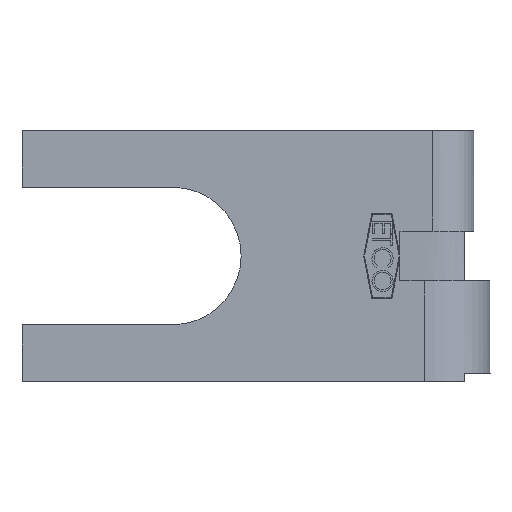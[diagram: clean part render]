
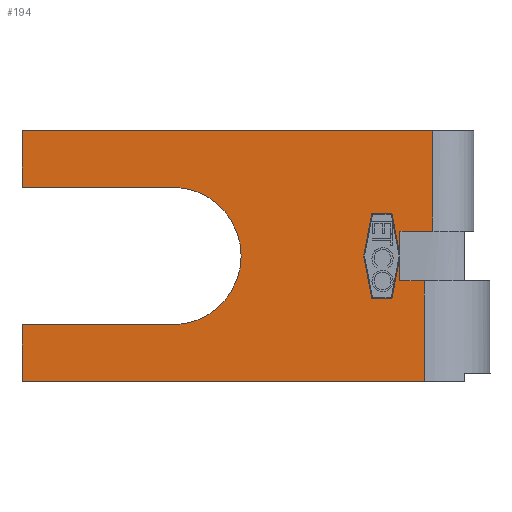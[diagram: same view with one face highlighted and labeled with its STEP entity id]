
A CAD part, front view. The second image highlights one B-rep face of the part: STEP entity #194.
In plain terms, the highlighted planar face has unit normal (0, -1, 0).
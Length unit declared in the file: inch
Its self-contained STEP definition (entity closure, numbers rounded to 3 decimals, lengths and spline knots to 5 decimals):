
#77 = EDGE_CURVE ( 'NONE', #3804, #758, #2694, .T. ) ;
#120 = CARTESIAN_POINT ( 'NONE',  ( 0.211, 0., 0.0525 ) ) ;
#194 = ADVANCED_FACE ( 'NONE', ( #1460 ), #3306, .T. ) ;
#203 = DIRECTION ( 'NONE',  ( 0., 0., 1. ) ) ;
#231 = CARTESIAN_POINT ( 'NONE',  ( -0.249, 0., 0.156 ) ) ;
#257 = LINE ( 'NONE', #2121, #1377 ) ;
#362 = VECTOR ( 'NONE', #2299, 39.37008 ) ;
#368 = VERTEX_POINT ( 'NONE', #1942 ) ;
#381 = EDGE_CURVE ( 'NONE', #916, #5549, #3778, .T. ) ;
#387 = DIRECTION ( 'NONE',  ( -0.187, 0., 0.982 ) ) ;
#395 = VERTEX_POINT ( 'NONE', #3356 ) ;
#424 = ORIENTED_EDGE ( 'NONE', *, *, #2466, .F. ) ;
#438 = CARTESIAN_POINT ( 'NONE',  ( 0.211, 0., 0.0525 ) ) ;
#439 = ORIENTED_EDGE ( 'NONE', *, *, #1918, .F. ) ;
#494 = CARTESIAN_POINT ( 'NONE',  ( 0.221, 0., -0.031 ) ) ;
#516 = VERTEX_POINT ( 'NONE', #1218 ) ;
#545 = CARTESIAN_POINT ( 'NONE',  ( 0.262, 0., 0.031 ) ) ;
#586 = VECTOR ( 'NONE', #5199, 39.37008 ) ;
#589 = VECTOR ( 'NONE', #1786, 39.37008 ) ;
#593 = B_SPLINE_CURVE_WITH_KNOTS ( 'NONE', 3,
 ( #948, #2801, #4672, #494 ),
 .UNSPECIFIED., .F., .F.,
 ( 4, 4 ),
 ( 0., 1. ),
 .UNSPECIFIED. ) ;
#622 = ORIENTED_EDGE ( 'NONE', *, *, #3861, .F. ) ;
#681 = EDGE_CURVE ( 'NONE', #3128, #2739, #2768, .T. ) ;
#758 = VERTEX_POINT ( 'NONE', #120 ) ;
#771 = VERTEX_POINT ( 'NONE', #1987 ) ;
#916 = VERTEX_POINT ( 'NONE', #1307 ) ;
#948 = CARTESIAN_POINT ( 'NONE',  ( 0.251, 0., -0.031 ) ) ;
#999 = DIRECTION ( 'NONE',  ( 0., -1., 0. ) ) ;
#1022 = CARTESIAN_POINT ( 'NONE',  ( -0.249, 0., 0.0855 ) ) ;
#1186 = ORIENTED_EDGE ( 'NONE', *, *, #3425, .F. ) ;
#1198 = EDGE_CURVE ( 'NONE', #771, #2969, #2037, .T. ) ;
#1218 = CARTESIAN_POINT ( 'NONE',  ( -0.249, 0., -0.156 ) ) ;
#1232 = EDGE_CURVE ( 'NONE', #516, #2969, #257, .T. ) ;
#1260 = VECTOR ( 'NONE', #1815, 39.37008 ) ;
#1266 = CARTESIAN_POINT ( 'NONE',  ( 0.186, 0., -0.0525 ) ) ;
#1281 = EDGE_CURVE ( 'NONE', #5549, #771, #5840, .T. ) ;
#1301 = DIRECTION ( 'NONE',  ( 0., 0., 1. ) ) ;
#1307 = CARTESIAN_POINT ( 'NONE',  ( -0.249, 0., 0.0855 ) ) ;
#1357 = ORIENTED_EDGE ( 'NONE', *, *, #2875, .F. ) ;
#1377 = VECTOR ( 'NONE', #3963, 39.37008 ) ;
#1433 = VERTEX_POINT ( 'NONE', #4218 ) ;
#1437 = DIRECTION ( 'NONE',  ( 0., 0., -1. ) ) ;
#1460 = FACE_OUTER_BOUND ( 'NONE', #4884, .T. ) ;
#1470 = DIRECTION ( 'NONE',  ( 1., 0., 0. ) ) ;
#1493 = LINE ( 'NONE', #3334, #586 ) ;
#1630 = VECTOR ( 'NONE', #2872, 39.37008 ) ;
#1682 = CARTESIAN_POINT ( 'NONE',  ( 0.221, 0., -0.156 ) ) ;
#1716 = ORIENTED_EDGE ( 'NONE', *, *, #1232, .F. ) ;
#1753 = ORIENTED_EDGE ( 'NONE', *, *, #681, .F. ) ;
#1786 = DIRECTION ( 'NONE',  ( 1., 0., 0. ) ) ;
#1814 = CARTESIAN_POINT ( 'NONE',  ( 0.211, 0., -0.0525 ) ) ;
#1815 = DIRECTION ( 'NONE',  ( 0., 0., -1. ) ) ;
#1870 = DIRECTION ( 'NONE',  ( -0.187, 0., -0.982 ) ) ;
#1913 = CARTESIAN_POINT ( 'NONE',  ( 0.221, 0., 0.031 ) ) ;
#1918 = EDGE_CURVE ( 'NONE', #2141, #2921, #4085, .T. ) ;
#1942 = CARTESIAN_POINT ( 'NONE',  ( 0.251, 0., -0.031 ) ) ;
#1987 = CARTESIAN_POINT ( 'NONE',  ( -0.062, 0., -0.0855 ) ) ;
#2029 = LINE ( 'NONE', #3865, #4962 ) ;
#2037 = LINE ( 'NONE', #3875, #2153 ) ;
#2068 = CARTESIAN_POINT ( 'NONE',  ( 0.251, 0., -0.156 ) ) ;
#2121 = CARTESIAN_POINT ( 'NONE',  ( -0.249, 0., -0.156 ) ) ;
#2141 = VERTEX_POINT ( 'NONE', #231 ) ;
#2153 = VECTOR ( 'NONE', #5751, 39.37008 ) ;
#2263 = CARTESIAN_POINT ( 'NONE',  ( 0.262, 0., 0.031 ) ) ;
#2299 = DIRECTION ( 'NONE',  ( -1., 0., 0. ) ) ;
#2302 = CARTESIAN_POINT ( 'NONE',  ( 0.176, 0., 0. ) ) ;
#2384 = ORIENTED_EDGE ( 'NONE', *, *, #3135, .F. ) ;
#2404 = DIRECTION ( 'NONE',  ( 0., 0., 1. ) ) ;
#2444 = AXIS2_PLACEMENT_3D ( 'NONE', #3601, #5472, #1301 ) ;
#2466 = EDGE_CURVE ( 'NONE', #2739, #1433, #1493, .T. ) ;
#2515 = LINE ( 'NONE', #4378, #3667 ) ;
#2562 = CARTESIAN_POINT ( 'NONE',  ( 0.262, 0., 0.156 ) ) ;
#2694 = LINE ( 'NONE', #4565, #4053 ) ;
#2739 = VERTEX_POINT ( 'NONE', #2302 ) ;
#2747 = CARTESIAN_POINT ( 'NONE',  ( -0.062, 0., 0.0855 ) ) ;
#2768 = LINE ( 'NONE', #6032, #4550 ) ;
#2801 = CARTESIAN_POINT ( 'NONE',  ( 0.241, 0., -0.031 ) ) ;
#2851 = DIRECTION ( 'NONE',  ( 0., 0., -1. ) ) ;
#2872 = DIRECTION ( 'NONE',  ( 1., 0., 0. ) ) ;
#2875 = EDGE_CURVE ( 'NONE', #4937, #516, #2029, .T. ) ;
#2921 = VERTEX_POINT ( 'NONE', #2562 ) ;
#2969 = VERTEX_POINT ( 'NONE', #3987 ) ;
#2998 = VECTOR ( 'NONE', #1437, 39.37008 ) ;
#3071 = ORIENTED_EDGE ( 'NONE', *, *, #4332, .F. ) ;
#3120 = DIRECTION ( 'NONE',  ( 1., 0., 0. ) ) ;
#3128 = VERTEX_POINT ( 'NONE', #4115 ) ;
#3135 = EDGE_CURVE ( 'NONE', #3884, #3804, #5978, .T. ) ;
#3292 = VECTOR ( 'NONE', #2404, 39.37008 ) ;
#3306 = PLANE ( 'NONE',  #3551 ) ;
#3314 = CARTESIAN_POINT ( 'NONE',  ( 0.211, 0., -0.0525 ) ) ;
#3320 = ORIENTED_EDGE ( 'NONE', *, *, #1198, .T. ) ;
#3334 = CARTESIAN_POINT ( 'NONE',  ( 0.176, 0., 0. ) ) ;
#3356 = CARTESIAN_POINT ( 'NONE',  ( 0.221, 0., -0.031 ) ) ;
#3425 = EDGE_CURVE ( 'NONE', #368, #4937, #4116, .T. ) ;
#3455 = ORIENTED_EDGE ( 'NONE', *, *, #77, .F. ) ;
#3514 = DIRECTION ( 'NONE',  ( 0., 0., -1. ) ) ;
#3551 = AXIS2_PLACEMENT_3D ( 'NONE', #5172, #999, #2851 ) ;
#3601 = CARTESIAN_POINT ( 'NONE',  ( -0.062, 0., 0. ) ) ;
#3650 = DIRECTION ( 'NONE',  ( 0.187, 0., 0.982 ) ) ;
#3667 = VECTOR ( 'NONE', #203, 39.37008 ) ;
#3672 = VECTOR ( 'NONE', #3120, 39.37008 ) ;
#3711 = ORIENTED_EDGE ( 'NONE', *, *, #5555, .F. ) ;
#3731 = LINE ( 'NONE', #5604, #2998 ) ;
#3759 = LINE ( 'NONE', #5636, #4861 ) ;
#3778 = LINE ( 'NONE', #1022, #1630 ) ;
#3804 = VERTEX_POINT ( 'NONE', #4167 ) ;
#3846 = ORIENTED_EDGE ( 'NONE', *, *, #6007, .F. ) ;
#3861 = EDGE_CURVE ( 'NONE', #5231, #3804, #3731, .T. ) ;
#3865 = CARTESIAN_POINT ( 'NONE',  ( 0.221, 0., -0.156 ) ) ;
#3875 = CARTESIAN_POINT ( 'NONE',  ( -0.062, 0., -0.0855 ) ) ;
#3876 = EDGE_CURVE ( 'NONE', #5231, #4710, #3759, .T. ) ;
#3884 = VERTEX_POINT ( 'NONE', #3314 ) ;
#3902 = EDGE_CURVE ( 'NONE', #4710, #2921, #4725, .T. ) ;
#3963 = DIRECTION ( 'NONE',  ( 0., 0., 1. ) ) ;
#3987 = CARTESIAN_POINT ( 'NONE',  ( -0.249, 0., -0.0855 ) ) ;
#4053 = VECTOR ( 'NONE', #387, 39.37008 ) ;
#4085 = LINE ( 'NONE', #5947, #589 ) ;
#4115 = CARTESIAN_POINT ( 'NONE',  ( 0.186, 0., 0.0525 ) ) ;
#4116 = LINE ( 'NONE', #5979, #1260 ) ;
#4167 = CARTESIAN_POINT ( 'NONE',  ( 0.221, 0., 0. ) ) ;
#4218 = CARTESIAN_POINT ( 'NONE',  ( 0.186, 0., -0.0525 ) ) ;
#4276 = VECTOR ( 'NONE', #3650, 39.37008 ) ;
#4332 = EDGE_CURVE ( 'NONE', #1433, #3884, #5435, .T. ) ;
#4378 = CARTESIAN_POINT ( 'NONE',  ( -0.249, 0., -0.156 ) ) ;
#4550 = VECTOR ( 'NONE', #1870, 39.37008 ) ;
#4565 = CARTESIAN_POINT ( 'NONE',  ( 0.221, 0., 0. ) ) ;
#4569 = ORIENTED_EDGE ( 'NONE', *, *, #3902, .T. ) ;
#4614 = LINE ( 'NONE', #438, #362 ) ;
#4672 = CARTESIAN_POINT ( 'NONE',  ( 0.231, 0., -0.031 ) ) ;
#4710 = VERTEX_POINT ( 'NONE', #2263 ) ;
#4725 = LINE ( 'NONE', #545, #3292 ) ;
#4793 = ORIENTED_EDGE ( 'NONE', *, *, #5810, .T. ) ;
#4861 = VECTOR ( 'NONE', #1470, 39.37008 ) ;
#4884 = EDGE_LOOP ( 'NONE', ( #1357, #1186, #4793, #3846, #2384, #3071, #424, #1753, #3711, #3455, #622, #5113, #4569, #439, #5845, #5269, #5265, #3320, #1716 ) ) ;
#4932 = EDGE_CURVE ( 'NONE', #916, #2141, #2515, .T. ) ;
#4937 = VERTEX_POINT ( 'NONE', #2068 ) ;
#4962 = VECTOR ( 'NONE', #5740, 39.37008 ) ;
#5113 = ORIENTED_EDGE ( 'NONE', *, *, #3876, .T. ) ;
#5172 = CARTESIAN_POINT ( 'NONE',  ( 0.221, 0., 0.156 ) ) ;
#5199 = DIRECTION ( 'NONE',  ( 0.187, 0., -0.982 ) ) ;
#5231 = VERTEX_POINT ( 'NONE', #1913 ) ;
#5265 = ORIENTED_EDGE ( 'NONE', *, *, #1281, .T. ) ;
#5269 = ORIENTED_EDGE ( 'NONE', *, *, #381, .T. ) ;
#5435 = LINE ( 'NONE', #1266, #3672 ) ;
#5472 = DIRECTION ( 'NONE',  ( 0., 1., 0. ) ) ;
#5549 = VERTEX_POINT ( 'NONE', #2747 ) ;
#5555 = EDGE_CURVE ( 'NONE', #758, #3128, #4614, .T. ) ;
#5604 = CARTESIAN_POINT ( 'NONE',  ( 0.221, 0., -0.156 ) ) ;
#5636 = CARTESIAN_POINT ( 'NONE',  ( 0.221, 0., 0.031 ) ) ;
#5702 = VECTOR ( 'NONE', #3514, 39.37008 ) ;
#5740 = DIRECTION ( 'NONE',  ( -1., 0., 0. ) ) ;
#5751 = DIRECTION ( 'NONE',  ( -1., 0., 0. ) ) ;
#5810 = EDGE_CURVE ( 'NONE', #368, #395, #593, .T. ) ;
#5840 = CIRCLE ( 'NONE', #2444, 0.0855 ) ;
#5844 = LINE ( 'NONE', #1682, #5702 ) ;
#5845 = ORIENTED_EDGE ( 'NONE', *, *, #4932, .F. ) ;
#5947 = CARTESIAN_POINT ( 'NONE',  ( 0.221, 0., 0.156 ) ) ;
#5978 = LINE ( 'NONE', #1814, #4276 ) ;
#5979 = CARTESIAN_POINT ( 'NONE',  ( 0.251, 0., -0.031 ) ) ;
#6007 = EDGE_CURVE ( 'NONE', #3804, #395, #5844, .T. ) ;
#6032 = CARTESIAN_POINT ( 'NONE',  ( 0.186, 0., 0.0525 ) ) ;
